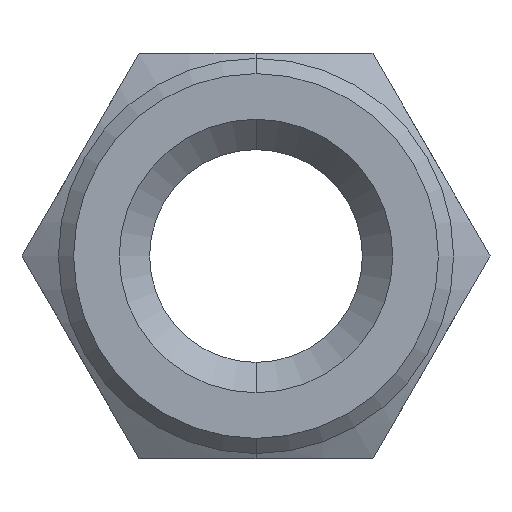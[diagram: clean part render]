
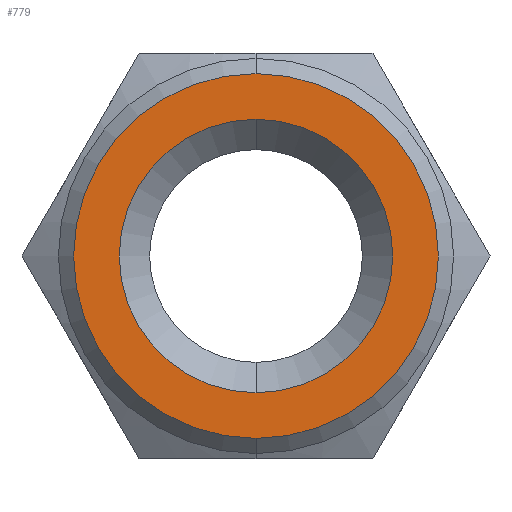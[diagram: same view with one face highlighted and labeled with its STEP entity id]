
A CAD part, front view. The second image highlights one B-rep face of the part: STEP entity #779.
In plain terms, the highlighted planar face has unit normal (0, -1, 0).
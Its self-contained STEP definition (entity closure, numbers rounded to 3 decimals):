
#295 = CARTESIAN_POINT ( 'NONE',  ( 0., 0., 3.6 ) ) ;
#341 = VERTEX_POINT ( 'NONE', #295 ) ;
#355 = EDGE_CURVE ( 'NONE', #356, #341, #394, .T. ) ;
#356 = VERTEX_POINT ( 'NONE', #389 ) ;
#389 = CARTESIAN_POINT ( 'NONE',  ( 0., 0., -3.6 ) ) ;
#390 = DIRECTION ( 'NONE',  ( 0., 0., -1. ) ) ;
#391 = DIRECTION ( 'NONE',  ( 0., -1., 0. ) ) ;
#392 = CARTESIAN_POINT ( 'NONE',  ( 0., 0., 0. ) ) ;
#393 = AXIS2_PLACEMENT_3D ( 'NONE', #392, #391, #390 ) ;
#394 = CIRCLE ( 'NONE', #393, 3.6 ) ;
#483 = DIRECTION ( 'NONE',  ( 0., 0., -1. ) ) ;
#484 = DIRECTION ( 'NONE',  ( 0., -1., 0. ) ) ;
#485 = AXIS2_PLACEMENT_3D ( 'NONE', #490, #484, #483 ) ;
#486 = CIRCLE ( 'NONE', #485, 2.7 ) ;
#487 = DIRECTION ( 'NONE',  ( 0., 0., -1. ) ) ;
#488 = DIRECTION ( 'NONE',  ( 0., -1., 0. ) ) ;
#489 = CARTESIAN_POINT ( 'NONE',  ( 3.6, 0., 0. ) ) ;
#490 = CARTESIAN_POINT ( 'NONE',  ( 0., 0., 0. ) ) ;
#491 = AXIS2_PLACEMENT_3D ( 'NONE', #489, #488, #487 ) ;
#492 = PLANE ( 'NONE',  #491 ) ;
#493 = FACE_OUTER_BOUND ( 'NONE', #777, .T. ) ;
#494 = FACE_BOUND ( 'NONE', #805, .T. ) ;
#514 = DIRECTION ( 'NONE',  ( 0., 0., -1. ) ) ;
#515 = DIRECTION ( 'NONE',  ( 0., -1., 0. ) ) ;
#516 = CARTESIAN_POINT ( 'NONE',  ( 0., 0., 0. ) ) ;
#517 = AXIS2_PLACEMENT_3D ( 'NONE', #516, #515, #514 ) ;
#521 = CIRCLE ( 'NONE', #517, 3.6 ) ;
#552 = CARTESIAN_POINT ( 'NONE',  ( 0., 0., 0. ) ) ;
#595 = CARTESIAN_POINT ( 'NONE',  ( 0., 0., -2.7 ) ) ;
#596 = CARTESIAN_POINT ( 'NONE',  ( 0., 0., 2.7 ) ) ;
#604 = DIRECTION ( 'NONE',  ( 0., 0., -1. ) ) ;
#605 = DIRECTION ( 'NONE',  ( 0., -1., 0. ) ) ;
#606 = AXIS2_PLACEMENT_3D ( 'NONE', #552, #605, #604 ) ;
#607 = CIRCLE ( 'NONE', #606, 2.7 ) ;
#777 = EDGE_LOOP ( 'NONE', ( #796, #806 ) ) ;
#779 = ADVANCED_FACE ( 'NONE', ( #494, #493 ), #492, .T. ) ;
#781 = ORIENTED_EDGE ( 'NONE', *, *, #783, .F. ) ;
#783 = EDGE_CURVE ( 'NONE', #841, #840, #486, .T. ) ;
#788 = ORIENTED_EDGE ( 'NONE', *, *, #831, .F. ) ;
#796 = ORIENTED_EDGE ( 'NONE', *, *, #799, .T. ) ;
#799 = EDGE_CURVE ( 'NONE', #341, #356, #521, .T. ) ;
#805 = EDGE_LOOP ( 'NONE', ( #781, #788 ) ) ;
#806 = ORIENTED_EDGE ( 'NONE', *, *, #355, .T. ) ;
#831 = EDGE_CURVE ( 'NONE', #840, #841, #607, .T. ) ;
#840 = VERTEX_POINT ( 'NONE', #596 ) ;
#841 = VERTEX_POINT ( 'NONE', #595 ) ;
